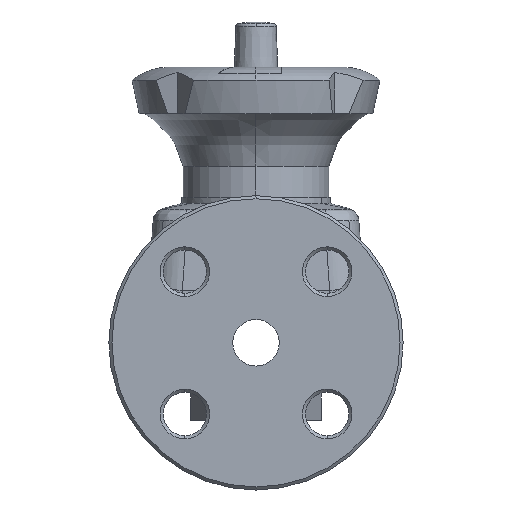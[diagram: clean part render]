
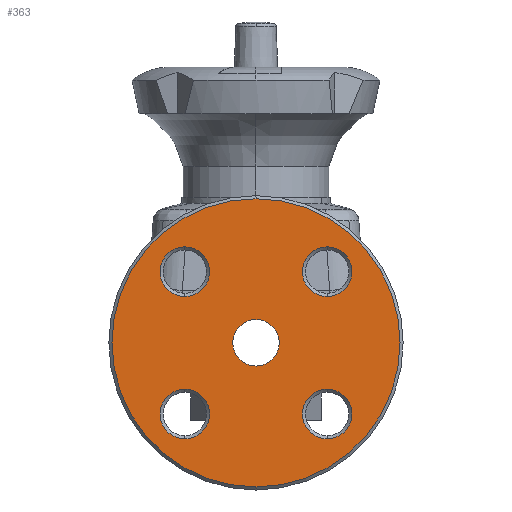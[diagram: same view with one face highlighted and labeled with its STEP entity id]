
A CAD part, left-side view. The second image highlights one B-rep face of the part: STEP entity #363.
In plain terms, the highlighted planar face has unit normal (-1, 0, 0).
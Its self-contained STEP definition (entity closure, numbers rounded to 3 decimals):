
#363=ADVANCED_FACE('',(#884,#885,#886,#887,#888,#889),#890,.T.);
#884=FACE_OUTER_BOUND('',#1585,.T.);
#885=FACE_BOUND('',#1586,.T.);
#886=FACE_BOUND('',#1587,.T.);
#887=FACE_BOUND('',#1588,.T.);
#888=FACE_BOUND('',#1589,.T.);
#889=FACE_BOUND('',#1590,.T.);
#890=PLANE('',#1591);
#1585=EDGE_LOOP('',(#3666,#3667));
#1586=EDGE_LOOP('',(#3668,#3669));
#1587=EDGE_LOOP('',(#3670,#3671));
#1588=EDGE_LOOP('',(#3672,#3673));
#1589=EDGE_LOOP('',(#3674,#3675));
#1590=EDGE_LOOP('',(#3676,#3677));
#1591=AXIS2_PLACEMENT_3D('',#3678,#3679,#3680);
#3666=ORIENTED_EDGE('',*,*,#5358,.F.);
#3667=ORIENTED_EDGE('',*,*,#5241,.F.);
#3668=ORIENTED_EDGE('',*,*,#5359,.F.);
#3669=ORIENTED_EDGE('',*,*,#5269,.F.);
#3670=ORIENTED_EDGE('',*,*,#5360,.F.);
#3671=ORIENTED_EDGE('',*,*,#5251,.F.);
#3672=ORIENTED_EDGE('',*,*,#5173,.T.);
#3673=ORIENTED_EDGE('',*,*,#5361,.T.);
#3674=ORIENTED_EDGE('',*,*,#5362,.F.);
#3675=ORIENTED_EDGE('',*,*,#5260,.F.);
#3676=ORIENTED_EDGE('',*,*,#5356,.F.);
#3677=ORIENTED_EDGE('',*,*,#5278,.F.);
#3678=CARTESIAN_POINT('',(-65.0,10.0,0.0));
#3679=DIRECTION('',(-1.0,0.0,0.0));
#3680=DIRECTION('',(0.0,0.0,1.0));
#5173=EDGE_CURVE('',#5954,#5958,#5960,.T.);
#5241=EDGE_CURVE('',#6071,#6074,#6075,.T.);
#5251=EDGE_CURVE('',#6089,#6091,#6092,.T.);
#5260=EDGE_CURVE('',#6104,#6106,#6107,.T.);
#5269=EDGE_CURVE('',#6119,#6121,#6122,.T.);
#5278=EDGE_CURVE('',#6134,#6136,#6137,.T.);
#5356=EDGE_CURVE('',#6136,#6134,#6245,.T.);
#5358=EDGE_CURVE('',#6074,#6071,#6247,.T.);
#5359=EDGE_CURVE('',#6121,#6119,#6248,.T.);
#5360=EDGE_CURVE('',#6091,#6089,#6249,.T.);
#5361=EDGE_CURVE('',#5958,#5954,#6250,.T.);
#5362=EDGE_CURVE('',#6106,#6104,#6251,.T.);
#5954=VERTEX_POINT('',#7074);
#5958=VERTEX_POINT('',#7079);
#5960=CIRCLE('',#7082,7.5);
#6071=VERTEX_POINT('',#7219);
#6074=VERTEX_POINT('',#7223);
#6075=CIRCLE('',#7224,46.5);
#6089=VERTEX_POINT('',#7241);
#6091=VERTEX_POINT('',#7244);
#6092=CIRCLE('',#7245,8.0);
#6104=VERTEX_POINT('',#7260);
#6106=VERTEX_POINT('',#7263);
#6107=CIRCLE('',#7264,8.0);
#6119=VERTEX_POINT('',#7279);
#6121=VERTEX_POINT('',#7282);
#6122=CIRCLE('',#7283,8.0);
#6134=VERTEX_POINT('',#7298);
#6136=VERTEX_POINT('',#7301);
#6137=CIRCLE('',#7302,8.0);
#6245=CIRCLE('',#7419,8.0);
#6247=CIRCLE('',#7421,46.5);
#6248=CIRCLE('',#7422,8.0);
#6249=CIRCLE('',#7423,8.0);
#6250=CIRCLE('',#7424,7.5);
#6251=CIRCLE('',#7425,8.0);
#7074=CARTESIAN_POINT('',(-65.0,7.5,0.0));
#7079=CARTESIAN_POINT('',(-65.0,-7.5,0.));
#7082=AXIS2_PLACEMENT_3D('',#8877,#8878,#8879);
#7219=CARTESIAN_POINT('',(-65.0,0.,46.5));
#7223=CARTESIAN_POINT('',(-65.0,0.,-46.5));
#7224=AXIS2_PLACEMENT_3D('',#8985,#8986,#8987);
#7241=CARTESIAN_POINT('',(-65.0,22.981,30.981));
#7244=CARTESIAN_POINT('',(-65.0,22.981,14.981));
#7245=AXIS2_PLACEMENT_3D('',#9001,#9002,#9003);
#7260=CARTESIAN_POINT('',(-65.0,-22.981,30.981));
#7263=CARTESIAN_POINT('',(-65.0,-22.981,14.981));
#7264=AXIS2_PLACEMENT_3D('',#9014,#9015,#9016);
#7279=CARTESIAN_POINT('',(-65.0,-22.981,-14.981));
#7282=CARTESIAN_POINT('',(-65.0,-22.981,-30.981));
#7283=AXIS2_PLACEMENT_3D('',#9027,#9028,#9029);
#7298=CARTESIAN_POINT('',(-65.0,22.981,-14.981));
#7301=CARTESIAN_POINT('',(-65.0,22.981,-30.981));
#7302=AXIS2_PLACEMENT_3D('',#9040,#9041,#9042);
#7419=AXIS2_PLACEMENT_3D('',#9199,#9200,#9201);
#7421=AXIS2_PLACEMENT_3D('',#9202,#9203,#9204);
#7422=AXIS2_PLACEMENT_3D('',#9205,#9206,#9207);
#7423=AXIS2_PLACEMENT_3D('',#9208,#9209,#9210);
#7424=AXIS2_PLACEMENT_3D('',#9211,#9212,#9213);
#7425=AXIS2_PLACEMENT_3D('',#9214,#9215,#9216);
#8877=CARTESIAN_POINT('',(-65.0,0.0,0.0));
#8878=DIRECTION('',(1.0,0.0,0.0));
#8879=DIRECTION('',(0.0,0.0,-1.0));
#8985=CARTESIAN_POINT('',(-65.0,0.0,0.0));
#8986=DIRECTION('',(1.0,0.0,-0.0));
#8987=DIRECTION('',(0.0,0.0,1.0));
#9001=CARTESIAN_POINT('',(-65.0,22.981,22.981));
#9002=DIRECTION('',(-1.0,0.0,0.0));
#9003=DIRECTION('',(0.0,0.0,1.0));
#9014=CARTESIAN_POINT('',(-65.0,-22.981,22.981));
#9015=DIRECTION('',(-1.0,0.0,0.0));
#9016=DIRECTION('',(0.0,0.0,1.0));
#9027=CARTESIAN_POINT('',(-65.0,-22.981,-22.981));
#9028=DIRECTION('',(-1.0,0.0,0.0));
#9029=DIRECTION('',(0.0,0.0,1.0));
#9040=CARTESIAN_POINT('',(-65.0,22.981,-22.981));
#9041=DIRECTION('',(-1.0,0.0,0.0));
#9042=DIRECTION('',(0.0,0.0,1.0));
#9199=CARTESIAN_POINT('',(-65.0,22.981,-22.981));
#9200=DIRECTION('',(-1.0,0.0,0.0));
#9201=DIRECTION('',(0.0,0.0,1.0));
#9202=CARTESIAN_POINT('',(-65.0,0.0,0.0));
#9203=DIRECTION('',(1.0,0.0,-0.0));
#9204=DIRECTION('',(0.0,0.0,1.0));
#9205=CARTESIAN_POINT('',(-65.0,-22.981,-22.981));
#9206=DIRECTION('',(-1.0,0.0,0.0));
#9207=DIRECTION('',(0.0,0.0,1.0));
#9208=CARTESIAN_POINT('',(-65.0,22.981,22.981));
#9209=DIRECTION('',(-1.0,0.0,0.0));
#9210=DIRECTION('',(0.0,0.0,1.0));
#9211=CARTESIAN_POINT('',(-65.0,0.0,0.0));
#9212=DIRECTION('',(1.0,0.0,0.0));
#9213=DIRECTION('',(0.0,0.0,-1.0));
#9214=CARTESIAN_POINT('',(-65.0,-22.981,22.981));
#9215=DIRECTION('',(-1.0,0.0,0.0));
#9216=DIRECTION('',(0.0,0.0,1.0));
